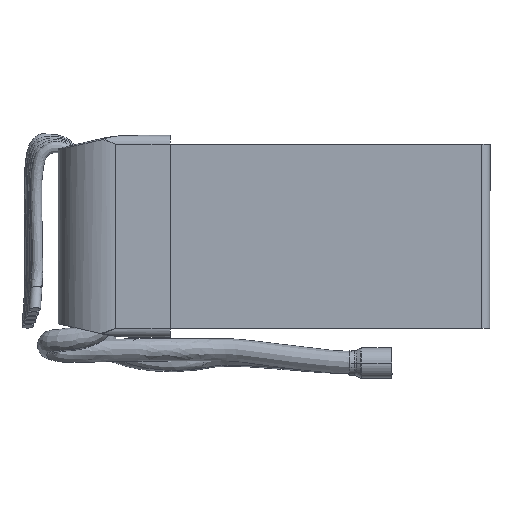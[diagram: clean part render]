
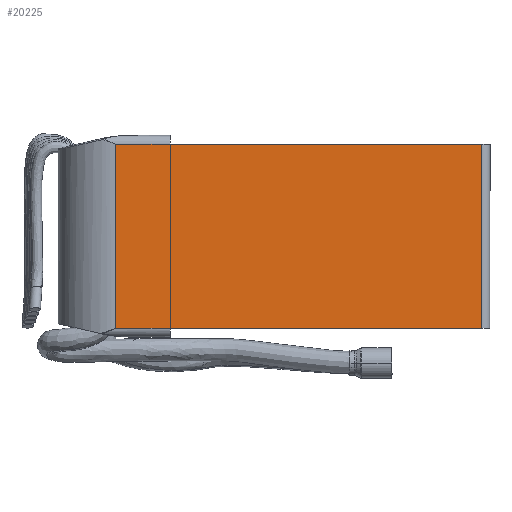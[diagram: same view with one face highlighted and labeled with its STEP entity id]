
A CAD part, front view. The second image highlights one B-rep face of the part: STEP entity #20225.
In plain terms, the highlighted planar face has unit normal (0, -1, 0).
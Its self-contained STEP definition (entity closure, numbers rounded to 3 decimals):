
#606 = DIRECTION ( 'NONE',  ( 1., 0., 0. ) ) ;
#1020 = CARTESIAN_POINT ( 'NONE',  ( 36., 0., 0. ) ) ;
#1046 = CARTESIAN_POINT ( 'NONE',  ( -27.5, 0., -16. ) ) ;
#1055 = EDGE_CURVE ( 'NONE', #16720, #5652, #19056, .T. ) ;
#1876 = DIRECTION ( 'NONE',  ( -1., 0., 0. ) ) ;
#2010 = VECTOR ( 'NONE', #4075, 1000. ) ;
#2120 = ORIENTED_EDGE ( 'NONE', *, *, #5572, .T. ) ;
#3798 = VECTOR ( 'NONE', #20689, 1000. ) ;
#4075 = DIRECTION ( 'NONE',  ( 0., 0., -1. ) ) ;
#4191 = CARTESIAN_POINT ( 'NONE',  ( -27.5, 0., 0. ) ) ;
#4667 = CARTESIAN_POINT ( 'NONE',  ( -27.5, 0., 16. ) ) ;
#4720 = LINE ( 'NONE', #1020, #9661 ) ;
#5221 = CARTESIAN_POINT ( 'NONE',  ( -18.032, 0., -16. ) ) ;
#5572 = EDGE_CURVE ( 'NONE', #17076, #8943, #18484, .T. ) ;
#5652 = VERTEX_POINT ( 'NONE', #4667 ) ;
#5844 = ORIENTED_EDGE ( 'NONE', *, *, #16824, .T. ) ;
#5933 = LINE ( 'NONE', #4191, #2010 ) ;
#6148 = ORIENTED_EDGE ( 'NONE', *, *, #1055, .T. ) ;
#7906 = CARTESIAN_POINT ( 'NONE',  ( 0., 0., -16. ) ) ;
#7950 = DIRECTION ( 'NONE',  ( 0., 1., 0. ) ) ;
#8701 = VERTEX_POINT ( 'NONE', #1046 ) ;
#8847 = LINE ( 'NONE', #14060, #13581 ) ;
#8943 = VERTEX_POINT ( 'NONE', #19936 ) ;
#9661 = VECTOR ( 'NONE', #20845, 1000. ) ;
#9691 = FACE_OUTER_BOUND ( 'NONE', #19269, .T. ) ;
#9931 = EDGE_CURVE ( 'NONE', #8701, #17076, #16493, .T. ) ;
#10383 = VECTOR ( 'NONE', #1876, 1000. ) ;
#11473 = EDGE_CURVE ( 'NONE', #8943, #12297, #4720, .T. ) ;
#11497 = VECTOR ( 'NONE', #606, 1000. ) ;
#12297 = VERTEX_POINT ( 'NONE', #13056 ) ;
#13056 = CARTESIAN_POINT ( 'NONE',  ( 36., 0., 16. ) ) ;
#13581 = VECTOR ( 'NONE', #21143, 1000. ) ;
#13629 = DIRECTION ( 'NONE',  ( 0., 0., 1. ) ) ;
#14060 = CARTESIAN_POINT ( 'NONE',  ( 0., 0., 16. ) ) ;
#15634 = ORIENTED_EDGE ( 'NONE', *, *, #11473, .T. ) ;
#16493 = LINE ( 'NONE', #7906, #11497 ) ;
#16720 = VERTEX_POINT ( 'NONE', #19744 ) ;
#16824 = EDGE_CURVE ( 'NONE', #5652, #8701, #5933, .T. ) ;
#16974 = CARTESIAN_POINT ( 'NONE',  ( -18.032, 0., -16. ) ) ;
#17076 = VERTEX_POINT ( 'NONE', #5221 ) ;
#17109 = CARTESIAN_POINT ( 'NONE',  ( 0., 0., 0. ) ) ;
#18484 = LINE ( 'NONE', #16974, #3798 ) ;
#19056 = LINE ( 'NONE', #21254, #10383 ) ;
#19269 = EDGE_LOOP ( 'NONE', ( #15634, #19429, #6148, #5844, #20443, #2120 ) ) ;
#19429 = ORIENTED_EDGE ( 'NONE', *, *, #21159, .T. ) ;
#19744 = CARTESIAN_POINT ( 'NONE',  ( -18.032, 0., 16. ) ) ;
#19936 = CARTESIAN_POINT ( 'NONE',  ( 36., 0., -16. ) ) ;
#20225 = ADVANCED_FACE ( 'NONE', ( #9691 ), #22108, .F. ) ;
#20443 = ORIENTED_EDGE ( 'NONE', *, *, #9931, .T. ) ;
#20689 = DIRECTION ( 'NONE',  ( 1., 0., 0. ) ) ;
#20845 = DIRECTION ( 'NONE',  ( 0., 0., 1. ) ) ;
#21031 = AXIS2_PLACEMENT_3D ( 'NONE', #17109, #7950, #13629 ) ;
#21143 = DIRECTION ( 'NONE',  ( -1., 0., 0. ) ) ;
#21159 = EDGE_CURVE ( 'NONE', #12297, #16720, #8847, .T. ) ;
#21254 = CARTESIAN_POINT ( 'NONE',  ( 0., 0., 16. ) ) ;
#22108 = PLANE ( 'NONE',  #21031 ) ;
